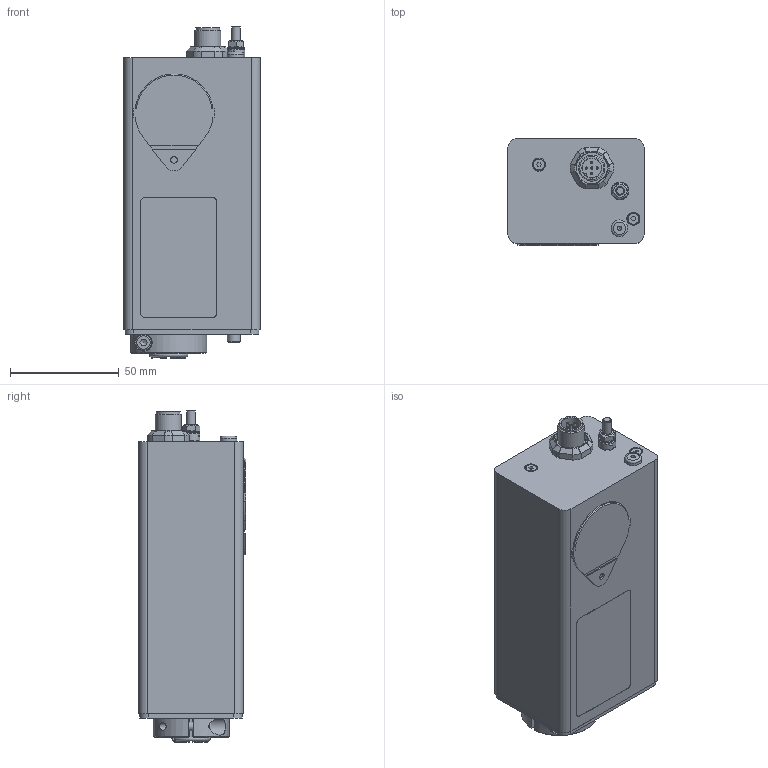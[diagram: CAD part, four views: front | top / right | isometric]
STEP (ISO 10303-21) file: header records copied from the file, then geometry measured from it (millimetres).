
FILE_DESCRIPTION(/* description */ (''),/* implementation_level */ '2;1');
FILE_NAME(/* name */ '7300.013563_PSE31x;33x-14-IO.stp',/* time_stamp */ '2021-08-19T12:00:14+02:00',/* author */ ('mzabek'),/* organization */ (''),/* preprocessor_version */ 'ST-DEVELOPER v18.1',/* originating_system */ 'Autodesk Inventor 2021',/* authorisation */ '');
FILE_SCHEMA (('AUTOMOTIVE_DESIGN { 1 0 10303 214 3 1 1 }'));
Length unit declared in the file: millimetre
Products named in the file (1): ENG-108782.013563_Shrinkwrap_1
Bounding box: 62.5 x 49.2 x 152.5 mm (x, y, z)
Volume: 386982.7 mm3; surface area: 40694.3 mm2
Topology: 1 solids, 1 shells, 729 faces, 1993 edges, 1298 vertices
Faces by surface type: plane 377, bspline 150, cylinder 143, cone 29, torus 18, sphere 12
Full cylindrical faces by diameter (mm): 1 x5, 2 x1, 3 x1, 3.459 x1, 4 x3, 4.3 x1, 4.5 x1, 5.5 x2, 6 x3, 7 x1, 7.7 x1, 8 x3, 9 x1, 11 x2, 12 x1, 14 x1, 14.376 x1, 14.4 x1, 17 x1, 26 x1, 35 x1
Entity records: 25680 total; most frequent: CARTESIAN_POINT 7217, ORIENTED_EDGE 3958, DIRECTION 3185, EDGE_CURVE 1979, VERTEX_POINT 1298, LINE 1121, VECTOR 1121, AXIS2_PLACEMENT_3D 1032
